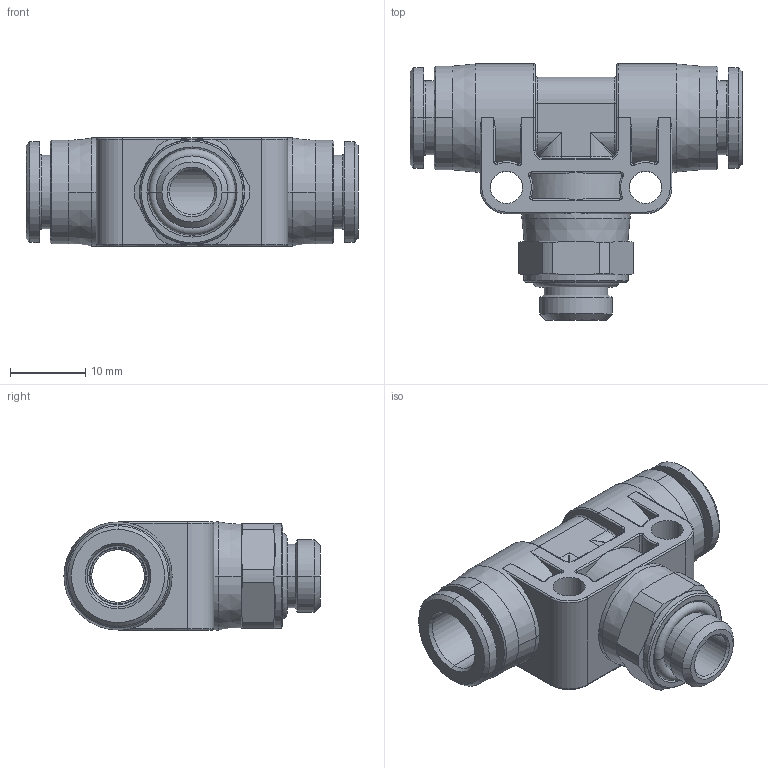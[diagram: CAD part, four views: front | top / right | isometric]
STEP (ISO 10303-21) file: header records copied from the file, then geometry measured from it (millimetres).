
FILE_DESCRIPTION(( 'MXP.21.08.18.stp' ), '1');
FILE_NAME( 'MXP.21.08.18.stp', '2021-02-22T15:42:47',( 'Sopra'),('sopra-pneumatic.com'), 'SwSTEP 2.0','SolidWorks 2009','' );
FILE_SCHEMA(('CONFIG_CONTROL_DESIGN'));
Length unit declared in the file: millimetre
Products named in the file (1): 367366B_921V-8FF-1-8
Bounding box: 44.2 x 34.1 x 14.4 mm (x, y, z)
Volume: 7119.8 mm3; surface area: 5852.5 mm2
Topology: 2 solids, 2 shells, 289 faces, 680 edges, 406 vertices
Faces by surface type: cylinder 125, torus 68, plane 50, cone 42, bspline 4
Entity records: 9064 total; most frequent: CARTESIAN_POINT 2313, DIRECTION 1513, ORIENTED_EDGE 1360, EDGE_CURVE 680, AXIS2_PLACEMENT_3D 643, VERTEX_POINT 406, CIRCLE 358, EDGE_LOOP 310
